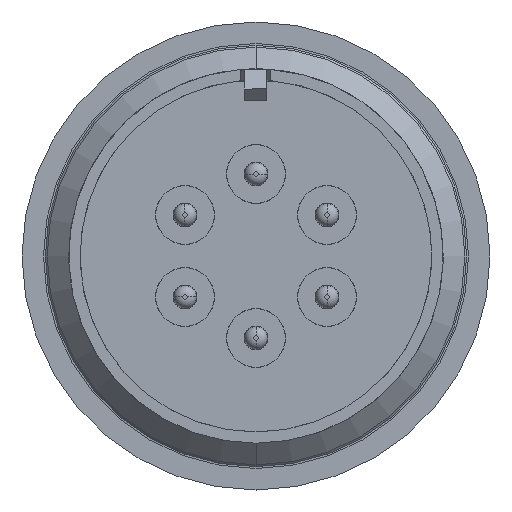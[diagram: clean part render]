
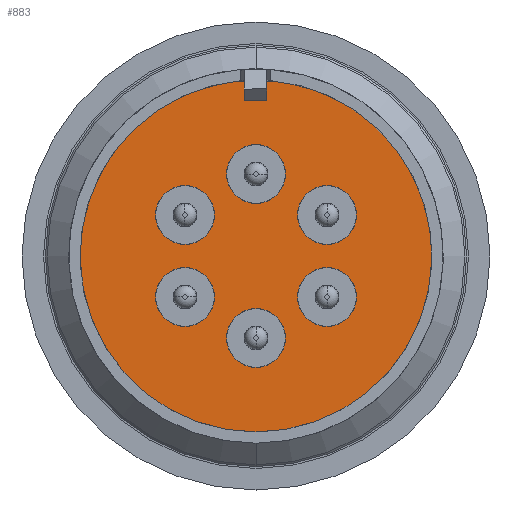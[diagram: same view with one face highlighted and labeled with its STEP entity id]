
A CAD part, front view. The second image highlights one B-rep face of the part: STEP entity #883.
In plain terms, the highlighted planar face has unit normal (0, -1, 0).
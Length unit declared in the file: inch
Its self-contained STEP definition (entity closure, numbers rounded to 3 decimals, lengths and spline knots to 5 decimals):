
#516 = CIRCLE ( 'NONE', #6309, 0.0785 ) ;
#520 = CIRCLE ( 'NONE', #6311, 0.0785 ) ;
#588 = CIRCLE ( 'NONE', #6339, 0.0785 ) ;
#639 = CIRCLE ( 'NONE', #6362, 0.0785 ) ;
#883 = ADVANCED_FACE ( 'NONE', ( #7376, #7391, #7384, #7380, #7388, #7392, #7393 ), #10008, .F. ) ;
#1335 = CARTESIAN_POINT ( 'NONE',  ( -0.18966, 0.39565, -0.1095 ) ) ;
#1336 = DIRECTION ( 'NONE',  ( 0., 1., 0. ) ) ;
#1337 = DIRECTION ( 'NONE',  ( 0., 0., 1. ) ) ;
#1437 = CARTESIAN_POINT ( 'NONE',  ( 0., 0.39565, 0.219 ) ) ;
#1438 = DIRECTION ( 'NONE',  ( 0., 1., 0. ) ) ;
#1439 = DIRECTION ( 'NONE',  ( 0., 0., 1. ) ) ;
#1476 = CARTESIAN_POINT ( 'NONE',  ( -0.18966, 0.39565, 0.1095 ) ) ;
#1477 = DIRECTION ( 'NONE',  ( 0., 1., 0. ) ) ;
#1478 = DIRECTION ( 'NONE',  ( 0., 0., 1. ) ) ;
#1543 = CARTESIAN_POINT ( 'NONE',  ( 0.18966, 0.39565, -0.1095 ) ) ;
#1544 = DIRECTION ( 'NONE',  ( 0., 1., 0. ) ) ;
#1545 = DIRECTION ( 'NONE',  ( 0., 0., 1. ) ) ;
#1546 = CARTESIAN_POINT ( 'NONE',  ( 0., 0.39565, 0. ) ) ;
#1547 = DIRECTION ( 'NONE',  ( 0., 1., 0. ) ) ;
#1548 = DIRECTION ( 'NONE',  ( 0., 0., -1. ) ) ;
#1549 = CARTESIAN_POINT ( 'NONE',  ( 0., 0.39565, -0.219 ) ) ;
#1550 = DIRECTION ( 'NONE',  ( 0., 1., 0. ) ) ;
#1551 = DIRECTION ( 'NONE',  ( 0., 0., 1. ) ) ;
#1560 = CARTESIAN_POINT ( 'NONE',  ( 0.18966, 0.39565, 0.1095 ) ) ;
#1561 = DIRECTION ( 'NONE',  ( 0., 1., 0. ) ) ;
#1562 = DIRECTION ( 'NONE',  ( 0., 0., 1. ) ) ;
#1586 = CARTESIAN_POINT ( 'NONE',  ( 0., 0.39565, 0. ) ) ;
#1587 = DIRECTION ( 'NONE',  ( 0., 1., 0. ) ) ;
#1588 = DIRECTION ( 'NONE',  ( 0., 0., -1. ) ) ;
#1667 = CARTESIAN_POINT ( 'NONE',  ( -0.18966, 0.39565, -0.1095 ) ) ;
#1668 = DIRECTION ( 'NONE',  ( 0., 1., 0. ) ) ;
#1669 = DIRECTION ( 'NONE',  ( 0., 0., 1. ) ) ;
#1682 = CARTESIAN_POINT ( 'NONE',  ( 0., 0.39565, 0.219 ) ) ;
#1683 = DIRECTION ( 'NONE',  ( 0., 1., 0. ) ) ;
#1684 = DIRECTION ( 'NONE',  ( 0., 0., 1. ) ) ;
#1939 = CARTESIAN_POINT ( 'NONE',  ( 0., 0.39565, 0.2975 ) ) ;
#1980 = CARTESIAN_POINT ( 'NONE',  ( -0.18966, 0.39565, -0.188 ) ) ;
#2019 = CARTESIAN_POINT ( 'NONE',  ( -0.18966, 0.39565, 0.031 ) ) ;
#2062 = CARTESIAN_POINT ( 'NONE',  ( 0., 0.39565, 0.4785 ) ) ;
#2095 = CARTESIAN_POINT ( 'NONE',  ( 0.18966, 0.39565, -0.188 ) ) ;
#2096 = CARTESIAN_POINT ( 'NONE',  ( 0.18966, 0.39565, -0.031 ) ) ;
#3495 = CIRCLE ( 'NONE', #6369, 0.0785 ) ;
#3526 = CIRCLE ( 'NONE', #6386, 0.0785 ) ;
#3527 = CIRCLE ( 'NONE', #6388, 0.0785 ) ;
#3528 = CIRCLE ( 'NONE', #6387, 0.4785 ) ;
#3531 = CIRCLE ( 'NONE', #6391, 0.0785 ) ;
#3542 = CIRCLE ( 'NONE', #6397, 0.4785 ) ;
#3571 = CIRCLE ( 'NONE', #6411, 0.0785 ) ;
#3580 = CIRCLE ( 'NONE', #6415, 0.0785 ) ;
#3651 = CIRCLE ( 'NONE', #6446, 0.0785 ) ;
#3688 = CIRCLE ( 'NONE', #6460, 0.0785 ) ;
#4160 = CARTESIAN_POINT ( 'NONE',  ( 0.18966, 0.39565, 0.188 ) ) ;
#4173 = CARTESIAN_POINT ( 'NONE',  ( 0.18966, 0.39565, 0.031 ) ) ;
#4179 = CARTESIAN_POINT ( 'NONE',  ( 0., 0.39565, 0.1405 ) ) ;
#4201 = CARTESIAN_POINT ( 'NONE',  ( -0.18966, 0.39565, 0.188 ) ) ;
#4231 = CARTESIAN_POINT ( 'NONE',  ( 0., 0.39565, -0.2975 ) ) ;
#4246 = CARTESIAN_POINT ( 'NONE',  ( 0., 0.39565, -0.1405 ) ) ;
#4272 = CARTESIAN_POINT ( 'NONE',  ( 0., 0.39565, -0.4785 ) ) ;
#4279 = CARTESIAN_POINT ( 'NONE',  ( -0.18966, 0.39565, -0.031 ) ) ;
#4915 = CARTESIAN_POINT ( 'NONE',  ( 0., 0.39565, -0.219 ) ) ;
#4916 = DIRECTION ( 'NONE',  ( 0., 1., 0. ) ) ;
#4917 = DIRECTION ( 'NONE',  ( 0., 0., 1. ) ) ;
#5037 = CARTESIAN_POINT ( 'NONE',  ( -0.18966, 0.39565, 0.1095 ) ) ;
#5038 = DIRECTION ( 'NONE',  ( 0., 1., 0. ) ) ;
#5039 = DIRECTION ( 'NONE',  ( 0., 0., 1. ) ) ;
#5541 = CARTESIAN_POINT ( 'NONE',  ( 0.18966, 0.39565, 0.1095 ) ) ;
#5542 = DIRECTION ( 'NONE',  ( 0., 1., 0. ) ) ;
#5543 = DIRECTION ( 'NONE',  ( 0., 0., 1. ) ) ;
#5549 = CARTESIAN_POINT ( 'NONE',  ( 0.18966, 0.39565, -0.1095 ) ) ;
#5550 = DIRECTION ( 'NONE',  ( 0., 1., 0. ) ) ;
#5551 = DIRECTION ( 'NONE',  ( 0., 0., 1. ) ) ;
#5710 = AXIS2_PLACEMENT_3D ( 'NONE', #10006, #10011, #10005 ) ;
#5739 = VERTEX_POINT ( 'NONE', #2095 ) ;
#5768 = VERTEX_POINT ( 'NONE', #2062 ) ;
#5813 = VERTEX_POINT ( 'NONE', #2019 ) ;
#5880 = VERTEX_POINT ( 'NONE', #1980 ) ;
#5942 = VERTEX_POINT ( 'NONE', #1939 ) ;
#5952 = VERTEX_POINT ( 'NONE', #2096 ) ;
#5997 = VERTEX_POINT ( 'NONE', #4160 ) ;
#6010 = VERTEX_POINT ( 'NONE', #4173 ) ;
#6016 = VERTEX_POINT ( 'NONE', #4179 ) ;
#6054 = VERTEX_POINT ( 'NONE', #4201 ) ;
#6098 = VERTEX_POINT ( 'NONE', #4231 ) ;
#6120 = VERTEX_POINT ( 'NONE', #4246 ) ;
#6177 = VERTEX_POINT ( 'NONE', #4279 ) ;
#6178 = VERTEX_POINT ( 'NONE', #4272 ) ;
#6309 = AXIS2_PLACEMENT_3D ( 'NONE', #5541, #5542, #5543 ) ;
#6311 = AXIS2_PLACEMENT_3D ( 'NONE', #5549, #5550, #5551 ) ;
#6339 = AXIS2_PLACEMENT_3D ( 'NONE', #1335, #1336, #1337 ) ;
#6362 = AXIS2_PLACEMENT_3D ( 'NONE', #1437, #1438, #1439 ) ;
#6369 = AXIS2_PLACEMENT_3D ( 'NONE', #1476, #1477, #1478 ) ;
#6386 = AXIS2_PLACEMENT_3D ( 'NONE', #1543, #1544, #1545 ) ;
#6387 = AXIS2_PLACEMENT_3D ( 'NONE', #1546, #1547, #1548 ) ;
#6388 = AXIS2_PLACEMENT_3D ( 'NONE', #1549, #1550, #1551 ) ;
#6391 = AXIS2_PLACEMENT_3D ( 'NONE', #1560, #1561, #1562 ) ;
#6397 = AXIS2_PLACEMENT_3D ( 'NONE', #1586, #1587, #1588 ) ;
#6411 = AXIS2_PLACEMENT_3D ( 'NONE', #1667, #1668, #1669 ) ;
#6415 = AXIS2_PLACEMENT_3D ( 'NONE', #1682, #1683, #1684 ) ;
#6446 = AXIS2_PLACEMENT_3D ( 'NONE', #4915, #4916, #4917 ) ;
#6460 = AXIS2_PLACEMENT_3D ( 'NONE', #5037, #5038, #5039 ) ;
#7057 = EDGE_LOOP ( 'NONE', ( #9367, #9368 ) ) ;
#7130 = EDGE_LOOP ( 'NONE', ( #9359, #9360 ) ) ;
#7132 = EDGE_LOOP ( 'NONE', ( #9363, #9364 ) ) ;
#7134 = EDGE_LOOP ( 'NONE', ( #9365, #9366 ) ) ;
#7142 = EDGE_LOOP ( 'NONE', ( #9357, #9358 ) ) ;
#7143 = EDGE_LOOP ( 'NONE', ( #9361, #9362 ) ) ;
#7144 = EDGE_LOOP ( 'NONE', ( #9369, #9370 ) ) ;
#7376 = FACE_BOUND ( 'NONE', #7142, .T. ) ;
#7380 = FACE_BOUND ( 'NONE', #7132, .T. ) ;
#7384 = FACE_BOUND ( 'NONE', #7143, .T. ) ;
#7388 = FACE_BOUND ( 'NONE', #7134, .T. ) ;
#7391 = FACE_BOUND ( 'NONE', #7130, .T. ) ;
#7392 = FACE_BOUND ( 'NONE', #7057, .T. ) ;
#7393 = FACE_OUTER_BOUND ( 'NONE', #7144, .T. ) ;
#7595 = EDGE_CURVE ( 'NONE', #6010, #5997, #516, .T. ) ;
#7598 = EDGE_CURVE ( 'NONE', #5739, #5952, #520, .T. ) ;
#9357 = ORIENTED_EDGE ( 'NONE', *, *, #10142, .T. ) ;
#9358 = ORIENTED_EDGE ( 'NONE', *, *, #9602, .T. ) ;
#9359 = ORIENTED_EDGE ( 'NONE', *, *, #10216, .T. ) ;
#9360 = ORIENTED_EDGE ( 'NONE', *, *, #9656, .T. ) ;
#9361 = ORIENTED_EDGE ( 'NONE', *, *, #10148, .T. ) ;
#9362 = ORIENTED_EDGE ( 'NONE', *, *, #9639, .T. ) ;
#9363 = ORIENTED_EDGE ( 'NONE', *, *, #10113, .T. ) ;
#9364 = ORIENTED_EDGE ( 'NONE', *, *, #7595, .T. ) ;
#9365 = ORIENTED_EDGE ( 'NONE', *, *, #10108, .T. ) ;
#9366 = ORIENTED_EDGE ( 'NONE', *, *, #7598, .T. ) ;
#9367 = ORIENTED_EDGE ( 'NONE', *, *, #10110, .T. ) ;
#9368 = ORIENTED_EDGE ( 'NONE', *, *, #10190, .T. ) ;
#9369 = ORIENTED_EDGE ( 'NONE', *, *, #10109, .F. ) ;
#9370 = ORIENTED_EDGE ( 'NONE', *, *, #10124, .F. ) ;
#9602 = EDGE_CURVE ( 'NONE', #5880, #6177, #588, .T. ) ;
#9639 = EDGE_CURVE ( 'NONE', #6016, #5942, #639, .T. ) ;
#9656 = EDGE_CURVE ( 'NONE', #5813, #6054, #3495, .T. ) ;
#10005 = DIRECTION ( 'NONE',  ( 0., 0., 1. ) ) ;
#10006 = CARTESIAN_POINT ( 'NONE',  ( 0., 0.39565, 0. ) ) ;
#10008 = PLANE ( 'NONE',  #5710 ) ;
#10011 = DIRECTION ( 'NONE',  ( 0., 1., 0. ) ) ;
#10108 = EDGE_CURVE ( 'NONE', #5952, #5739, #3526, .T. ) ;
#10109 = EDGE_CURVE ( 'NONE', #6178, #5768, #3528, .T. ) ;
#10110 = EDGE_CURVE ( 'NONE', #6120, #6098, #3527, .T. ) ;
#10113 = EDGE_CURVE ( 'NONE', #5997, #6010, #3531, .T. ) ;
#10124 = EDGE_CURVE ( 'NONE', #5768, #6178, #3542, .T. ) ;
#10142 = EDGE_CURVE ( 'NONE', #6177, #5880, #3571, .T. ) ;
#10148 = EDGE_CURVE ( 'NONE', #5942, #6016, #3580, .T. ) ;
#10190 = EDGE_CURVE ( 'NONE', #6098, #6120, #3651, .T. ) ;
#10216 = EDGE_CURVE ( 'NONE', #6054, #5813, #3688, .T. ) ;
